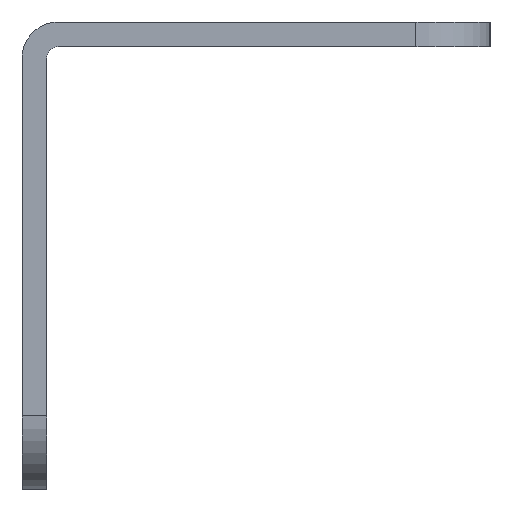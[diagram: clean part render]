
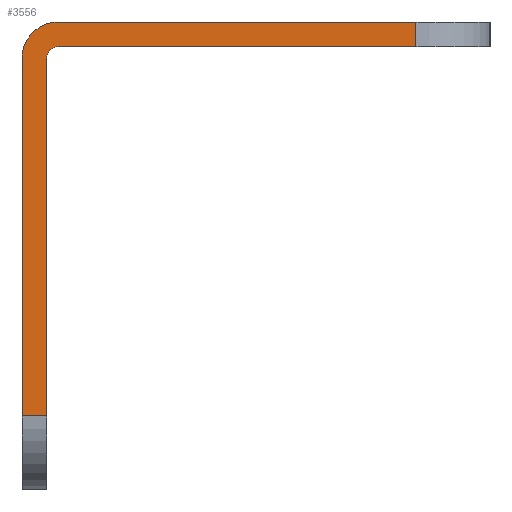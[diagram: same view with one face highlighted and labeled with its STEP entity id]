
A CAD part, left-side view. The second image highlights one B-rep face of the part: STEP entity #3556.
In plain terms, the highlighted planar face has unit normal (-1, 0, 0).
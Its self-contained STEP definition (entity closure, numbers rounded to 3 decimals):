
#718=FACE_OUTER_BOUND('',#906,.T.);
#906=EDGE_LOOP('',(#2787,#2788,#2789,#2790,#2791,#2792,#2793,#2794));
#1617=CIRCLE('',#3749,0.74);
#1618=CIRCLE('',#3750,2.34);
#1981=LINE('',#5436,#2005);
#1982=LINE('',#5438,#2006);
#1983=LINE('',#5442,#2007);
#1984=LINE('',#5444,#2008);
#1985=LINE('',#5446,#2009);
#1986=LINE('',#5449,#2010);
#2005=VECTOR('',#4309,1.6);
#2006=VECTOR('',#4310,23.16);
#2007=VECTOR('',#4313,23.16);
#2008=VECTOR('',#4314,1.6);
#2009=VECTOR('',#4315,23.16);
#2010=VECTOR('',#4318,23.16);
#2031=VERTEX_POINT('',#5434);
#2032=VERTEX_POINT('',#5435);
#2033=VERTEX_POINT('',#5437);
#2034=VERTEX_POINT('',#5439);
#2035=VERTEX_POINT('',#5441);
#2036=VERTEX_POINT('',#5443);
#2037=VERTEX_POINT('',#5445);
#2038=VERTEX_POINT('',#5447);
#2403=EDGE_CURVE('',#2031,#2032,#1981,.T.);
#2404=EDGE_CURVE('',#2033,#2032,#1982,.T.);
#2405=EDGE_CURVE('',#2033,#2034,#1617,.T.);
#2406=EDGE_CURVE('',#2035,#2034,#1983,.T.);
#2407=EDGE_CURVE('',#2035,#2036,#1984,.T.);
#2408=EDGE_CURVE('',#2037,#2036,#1985,.T.);
#2409=EDGE_CURVE('',#2037,#2038,#1618,.T.);
#2410=EDGE_CURVE('',#2031,#2038,#1986,.T.);
#2787=ORIENTED_EDGE('',*,*,#2403,.T.);
#2788=ORIENTED_EDGE('',*,*,#2404,.F.);
#2789=ORIENTED_EDGE('',*,*,#2405,.T.);
#2790=ORIENTED_EDGE('',*,*,#2406,.F.);
#2791=ORIENTED_EDGE('',*,*,#2407,.T.);
#2792=ORIENTED_EDGE('',*,*,#2408,.F.);
#2793=ORIENTED_EDGE('',*,*,#2409,.T.);
#2794=ORIENTED_EDGE('',*,*,#2410,.F.);
#3548=PLANE('',#3748);
#3556=ADVANCED_FACE('',(#718),#3548,.F.);
#3748=AXIS2_PLACEMENT_3D('',#5433,#4307,#4308);
#3749=AXIS2_PLACEMENT_3D('',#5440,#4311,#4312);
#3750=AXIS2_PLACEMENT_3D('',#5448,#4316,#4317);
#4307=DIRECTION('center_axis',(1.,0.,0.));
#4308=DIRECTION('ref_axis',(0.,0.,-1.));
#4309=DIRECTION('',(0.,-1.,0.));
#4310=DIRECTION('',(0.,0.,-1.));
#4311=DIRECTION('center_axis',(1.,0.,0.));
#4312=DIRECTION('ref_axis',(0.,1.,0.));
#4313=DIRECTION('',(0.,1.,0.));
#4314=DIRECTION('',(0.,0.,1.));
#4315=DIRECTION('',(0.,-1.,0.));
#4316=DIRECTION('center_axis',(-1.,0.,0.));
#4317=DIRECTION('ref_axis',(0.,0.,1.));
#4318=DIRECTION('',(0.,0.,1.));
#5433=CARTESIAN_POINT('Origin',(-232.,0.,0.));
#5434=CARTESIAN_POINT('',(-232.,0.,-25.5));
#5435=CARTESIAN_POINT('',(-232.,-1.6,-25.5));
#5436=CARTESIAN_POINT('',(-232.,0.,-25.5));
#5437=CARTESIAN_POINT('',(-232.,-1.6,-2.34));
#5438=CARTESIAN_POINT('',(-232.,-1.6,-2.34));
#5439=CARTESIAN_POINT('',(-232.,-2.34,-1.6));
#5440=CARTESIAN_POINT('Origin',(-232.,-2.34,-2.34));
#5441=CARTESIAN_POINT('',(-232.,-25.5,-1.6));
#5442=CARTESIAN_POINT('',(-232.,-25.5,-1.6));
#5443=CARTESIAN_POINT('',(-232.,-25.5,0.));
#5444=CARTESIAN_POINT('',(-232.,-25.5,-1.6));
#5445=CARTESIAN_POINT('',(-232.,-2.34,0.));
#5446=CARTESIAN_POINT('',(-232.,-2.34,0.));
#5447=CARTESIAN_POINT('',(-232.,0.,-2.34));
#5448=CARTESIAN_POINT('Origin',(-232.,-2.34,-2.34));
#5449=CARTESIAN_POINT('',(-232.,0.,-25.5));
